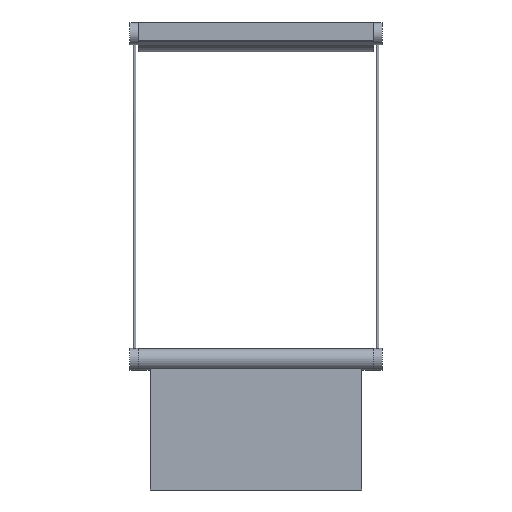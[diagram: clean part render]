
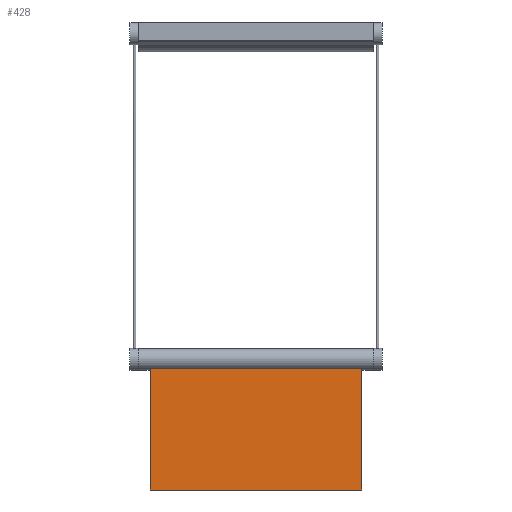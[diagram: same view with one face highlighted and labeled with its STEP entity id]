
A CAD part, front view. The second image highlights one B-rep face of the part: STEP entity #428.
In plain terms, the highlighted planar face has unit normal (0, -1, 0).
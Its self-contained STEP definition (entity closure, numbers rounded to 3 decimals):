
#144=ORIENTED_EDGE('',*,*,#200,.T.);
#145=ORIENTED_EDGE('',*,*,#190,.T.);
#146=ORIENTED_EDGE('',*,*,#196,.T.);
#147=ORIENTED_EDGE('',*,*,#199,.T.);
#190=EDGE_CURVE('',#232,#233,#258,.F.);
#196=EDGE_CURVE('',#233,#237,#262,.T.);
#199=EDGE_CURVE('',#237,#239,#265,.T.);
#200=EDGE_CURVE('',#239,#232,#266,.T.);
#232=VERTEX_POINT('',#744);
#233=VERTEX_POINT('',#745);
#237=VERTEX_POINT('',#755);
#239=VERTEX_POINT('',#761);
#258=LINE('',#743,#286);
#262=LINE('',#756,#290);
#265=LINE('',#762,#293);
#266=LINE('',#764,#294);
#286=VECTOR('',#587,1000.);
#290=VECTOR('',#597,1000.);
#293=VECTOR('',#602,1000.);
#294=VECTOR('',#605,1000.);
#338=EDGE_LOOP('',(#144,#145,#146,#147));
#382=FACE_BOUND('',#338,.T.);
#400=PLANE('',#487);
#428=ADVANCED_FACE('',(#382),#400,.T.);
#487=AXIS2_PLACEMENT_3D('',#766,#607,#608);
#587=DIRECTION('',(1.,0.,0.));
#597=DIRECTION('',(0.,0.,-1.));
#602=DIRECTION('',(1.,0.,0.));
#605=DIRECTION('',(0.,0.,1.));
#607=DIRECTION('',(0.,-1.,0.));
#608=DIRECTION('',(0.,0.,-1.));
#743=CARTESIAN_POINT('',(0.,-7.5,-517.947));
#744=CARTESIAN_POINT('',(343.,-7.5,-517.947));
#745=CARTESIAN_POINT('',(18.,-7.5,-517.947));
#755=CARTESIAN_POINT('',(18.,-7.5,-703.75));
#756=CARTESIAN_POINT('',(18.,-7.5,-503.25));
#761=CARTESIAN_POINT('',(343.,-7.5,-703.75));
#762=CARTESIAN_POINT('',(18.,-7.5,-703.75));
#764=CARTESIAN_POINT('',(343.,-7.5,-703.75));
#766=CARTESIAN_POINT('',(0.,-7.5,0.));
